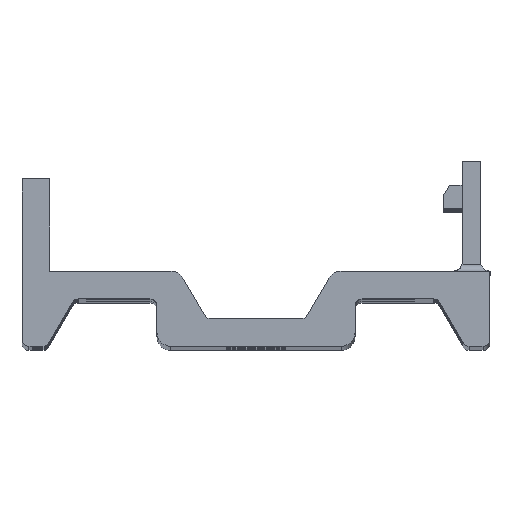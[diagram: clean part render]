
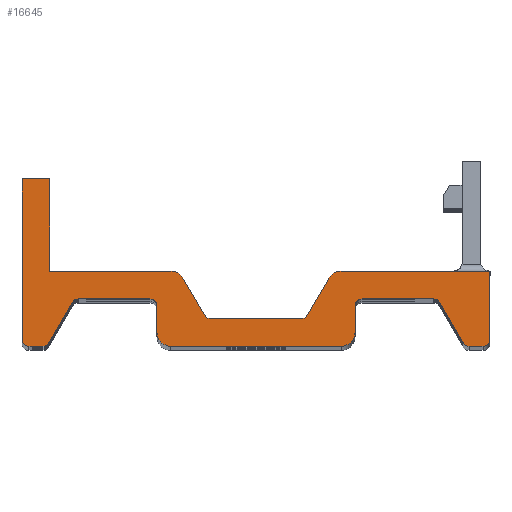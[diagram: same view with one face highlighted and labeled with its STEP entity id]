
A CAD part, top view. The second image highlights one B-rep face of the part: STEP entity #16645.
In plain terms, the highlighted planar face has unit normal (0, 0, 1).
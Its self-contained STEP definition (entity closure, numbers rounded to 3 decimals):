
#69=DIRECTION('',(0.,1.,0.));
#70=VECTOR('',#69,6.6);
#71=CARTESIAN_POINT('',(-14.775,5.4,28.));
#72=LINE('',#71,#70);
#417=DIRECTION('',(1.,0.,0.));
#418=VECTOR('',#417,2.);
#419=CARTESIAN_POINT('',(-16.775,12.,28.));
#420=LINE('',#419,#418);
#425=DIRECTION('',(0.,-1.,0.));
#426=VECTOR('',#425,11.5);
#427=CARTESIAN_POINT('',(-16.775,12.,28.));
#428=LINE('',#427,#426);
#625=CARTESIAN_POINT('',(-16.275,0.5,28.));
#626=DIRECTION('',(0.,0.,-1.));
#627=DIRECTION('',(0.,-1.,0.));
#628=AXIS2_PLACEMENT_3D('',#625,#626,#627);
#643=DIRECTION('',(1.,0.,0.));
#644=VECTOR('',#643,1.);
#645=CARTESIAN_POINT('',(-16.275,0.,28.));
#646=LINE('',#645,#644);
#791=CARTESIAN_POINT('',(-15.275,0.5,28.));
#792=DIRECTION('',(0.,0.,-1.));
#793=DIRECTION('',(0.866,-0.5,0.));
#794=AXIS2_PLACEMENT_3D('',#791,#792,#793);
#809=DIRECTION('',(0.5,0.866,0.));
#810=VECTOR('',#809,3.349);
#811=CARTESIAN_POINT('',(-14.842,0.25,28.));
#812=LINE('',#811,#810);
#817=CARTESIAN_POINT('',(-12.735,2.9,28.));
#818=DIRECTION('',(0.,0.,1.));
#819=DIRECTION('',(0.,1.,0.));
#820=AXIS2_PLACEMENT_3D('',#817,#818,#819);
#835=DIRECTION('',(1.,0.,0.));
#836=VECTOR('',#835,5.135);
#837=CARTESIAN_POINT('',(-12.735,3.4,28.));
#838=LINE('',#837,#836);
#1115=CARTESIAN_POINT('',(-7.6,2.9,28.));
#1116=DIRECTION('',(0.,0.,1.));
#1117=DIRECTION('',(1.,0.,0.));
#1118=AXIS2_PLACEMENT_3D('',#1115,#1116,#1117);
#1128=DIRECTION('',(0.,-1.,0.));
#1129=VECTOR('',#1128,1.9);
#1130=CARTESIAN_POINT('',(-7.1,2.9,28.));
#1131=LINE('',#1130,#1129);
#1144=CARTESIAN_POINT('',(-6.1,1.,28.));
#1145=DIRECTION('',(0.,0.,-1.));
#1146=DIRECTION('',(0.,-1.,0.));
#1147=AXIS2_PLACEMENT_3D('',#1144,#1145,#1146);
#1162=DIRECTION('',(1.,0.,0.));
#1163=VECTOR('',#1162,12.2);
#1164=CARTESIAN_POINT('',(-6.1,0.,28.));
#1165=LINE('',#1164,#1163);
#1334=CARTESIAN_POINT('',(6.1,1.,28.));
#1335=DIRECTION('',(0.,0.,-1.));
#1336=DIRECTION('',(1.,0.,0.));
#1337=AXIS2_PLACEMENT_3D('',#1334,#1335,#1336);
#1352=DIRECTION('',(0.,1.,0.));
#1353=VECTOR('',#1352,1.9);
#1354=CARTESIAN_POINT('',(7.1,1.,28.));
#1355=LINE('',#1354,#1353);
#1368=CARTESIAN_POINT('',(7.6,2.9,28.));
#1369=DIRECTION('',(0.,0.,1.));
#1370=DIRECTION('',(0.,1.,0.));
#1371=AXIS2_PLACEMENT_3D('',#1368,#1369,#1370);
#1381=DIRECTION('',(1.,0.,0.));
#1382=VECTOR('',#1381,5.135);
#1383=CARTESIAN_POINT('',(7.6,3.4,28.));
#1384=LINE('',#1383,#1382);
#1565=CARTESIAN_POINT('',(12.735,2.9,28.));
#1566=DIRECTION('',(0.,0.,-1.));
#1567=DIRECTION('',(0.,1.,0.));
#1568=AXIS2_PLACEMENT_3D('',#1565,#1566,#1567);
#1583=DIRECTION('',(0.5,-0.866,0.));
#1584=VECTOR('',#1583,3.349);
#1585=CARTESIAN_POINT('',(13.168,3.15,28.));
#1586=LINE('',#1585,#1584);
#1591=CARTESIAN_POINT('',(15.275,0.5,28.));
#1592=DIRECTION('',(0.,0.,-1.));
#1593=DIRECTION('',(0.,-1.,0.));
#1594=AXIS2_PLACEMENT_3D('',#1591,#1592,#1593);
#1653=DIRECTION('',(1.,0.,0.));
#1654=VECTOR('',#1653,1.);
#1655=CARTESIAN_POINT('',(15.275,0.,28.));
#1656=LINE('',#1655,#1654);
#1657=CARTESIAN_POINT('',(16.275,0.5,28.));
#1658=DIRECTION('',(0.,0.,-1.));
#1659=DIRECTION('',(1.,0.,0.));
#1660=AXIS2_PLACEMENT_3D('',#1657,#1658,#1659);
#1675=DIRECTION('',(0.,1.,0.));
#1676=VECTOR('',#1675,4.9);
#1677=CARTESIAN_POINT('',(16.775,0.5,28.));
#1678=LINE('',#1677,#1676);
#1679=DIRECTION('',(-1.,0.,0.));
#1680=VECTOR('',#1679,10.675);
#1681=CARTESIAN_POINT('',(16.775,5.4,28.));
#1682=LINE('',#1681,#1680);
#1927=CARTESIAN_POINT('',(6.1,4.4,28.));
#1928=DIRECTION('',(0.,0.,-1.));
#1929=DIRECTION('',(-0.866,0.5,0.));
#1930=AXIS2_PLACEMENT_3D('',#1927,#1928,#1929);
#1989=DIRECTION('',(-0.5,-0.866,0.));
#1990=VECTOR('',#1989,3.06);
#1991=CARTESIAN_POINT('',(5.234,4.9,28.));
#1992=LINE('',#1991,#1990);
#1997=CARTESIAN_POINT('',(3.271,2.5,28.));
#1998=DIRECTION('',(0.,0.,1.));
#1999=DIRECTION('',(0.,-1.,0.));
#2000=AXIS2_PLACEMENT_3D('',#1997,#1998,#1999);
#2015=DIRECTION('',(-1.,0.,0.));
#2016=VECTOR('',#2015,6.542);
#2017=CARTESIAN_POINT('',(3.271,2.,28.));
#2018=LINE('',#2017,#2016);
#2024=CARTESIAN_POINT('',(-3.271,2.5,28.));
#2025=DIRECTION('',(0.,0.,-1.));
#2026=DIRECTION('',(0.,-1.,0.));
#2027=AXIS2_PLACEMENT_3D('',#2024,#2025,#2026);
#2042=DIRECTION('',(-0.5,0.866,0.));
#2043=VECTOR('',#2042,3.06);
#2044=CARTESIAN_POINT('',(-3.704,2.25,28.));
#2045=LINE('',#2044,#2043);
#2050=CARTESIAN_POINT('',(-6.1,4.4,28.));
#2051=DIRECTION('',(0.,0.,-1.));
#2052=DIRECTION('',(0.,1.,0.));
#2053=AXIS2_PLACEMENT_3D('',#2050,#2051,#2052);
#2112=DIRECTION('',(-1.,0.,0.));
#2113=VECTOR('',#2112,8.675);
#2114=CARTESIAN_POINT('',(-6.1,5.4,28.));
#2115=LINE('',#2114,#2113);
#16232=CARTESIAN_POINT('',(-16.775,12.,28.));
#16233=CARTESIAN_POINT('',(-16.775,0.5,28.));
#16234=VERTEX_POINT('',#16232);
#16235=VERTEX_POINT('',#16233);
#16236=CARTESIAN_POINT('',(-16.275,0.,28.));
#16237=CARTESIAN_POINT('',(-15.275,0.,28.));
#16238=VERTEX_POINT('',#16236);
#16239=VERTEX_POINT('',#16237);
#16240=CARTESIAN_POINT('',(-12.735,3.4,28.));
#16241=CARTESIAN_POINT('',(-7.6,3.4,28.));
#16242=VERTEX_POINT('',#16240);
#16243=VERTEX_POINT('',#16241);
#16244=CARTESIAN_POINT('',(-7.1,2.9,28.));
#16245=CARTESIAN_POINT('',(-7.1,1.,28.));
#16246=VERTEX_POINT('',#16244);
#16247=VERTEX_POINT('',#16245);
#16248=CARTESIAN_POINT('',(-6.1,0.,28.));
#16249=CARTESIAN_POINT('',(6.1,0.,28.));
#16250=VERTEX_POINT('',#16248);
#16251=VERTEX_POINT('',#16249);
#16252=CARTESIAN_POINT('',(7.1,1.,28.));
#16253=CARTESIAN_POINT('',(7.1,2.9,28.));
#16254=VERTEX_POINT('',#16252);
#16255=VERTEX_POINT('',#16253);
#16256=CARTESIAN_POINT('',(7.6,3.4,28.));
#16257=CARTESIAN_POINT('',(12.735,3.4,28.));
#16258=VERTEX_POINT('',#16256);
#16259=VERTEX_POINT('',#16257);
#16260=CARTESIAN_POINT('',(15.275,0.,28.));
#16261=CARTESIAN_POINT('',(16.275,0.,28.));
#16262=VERTEX_POINT('',#16260);
#16263=VERTEX_POINT('',#16261);
#16264=CARTESIAN_POINT('',(16.775,0.5,28.));
#16265=CARTESIAN_POINT('',(16.775,5.4,28.));
#16266=VERTEX_POINT('',#16264);
#16267=VERTEX_POINT('',#16265);
#16268=CARTESIAN_POINT('',(6.1,5.4,28.));
#16269=VERTEX_POINT('',#16268);
#16270=CARTESIAN_POINT('',(3.271,2.,28.));
#16271=CARTESIAN_POINT('',(-3.271,2.,28.));
#16272=VERTEX_POINT('',#16270);
#16273=VERTEX_POINT('',#16271);
#16274=CARTESIAN_POINT('',(-6.1,5.4,28.));
#16275=CARTESIAN_POINT('',(-14.775,5.4,28.));
#16276=VERTEX_POINT('',#16274);
#16277=VERTEX_POINT('',#16275);
#16278=CARTESIAN_POINT('',(-14.775,12.,28.));
#16279=VERTEX_POINT('',#16278);
#16280=CARTESIAN_POINT('',(-5.234,4.9,28.));
#16281=VERTEX_POINT('',#16280);
#16282=CARTESIAN_POINT('',(5.234,4.9,28.));
#16283=VERTEX_POINT('',#16282);
#16284=CARTESIAN_POINT('',(14.842,0.25,28.));
#16285=VERTEX_POINT('',#16284);
#16286=CARTESIAN_POINT('',(-14.842,0.25,28.));
#16287=VERTEX_POINT('',#16286);
#16288=CARTESIAN_POINT('',(13.168,3.15,28.));
#16289=VERTEX_POINT('',#16288);
#16290=CARTESIAN_POINT('',(3.704,2.25,28.));
#16291=VERTEX_POINT('',#16290);
#16292=CARTESIAN_POINT('',(-3.704,2.25,28.));
#16293=VERTEX_POINT('',#16292);
#16294=CARTESIAN_POINT('',(-13.168,3.15,28.));
#16295=VERTEX_POINT('',#16294);
#16575=CARTESIAN_POINT('',(16.775,13.25,28.));
#16576=DIRECTION('',(0.,0.,-1.));
#16577=DIRECTION('',(-1.,0.,0.));
#16578=AXIS2_PLACEMENT_3D('',#16575,#16576,#16577);
#16579=PLANE('',#16578);
#16581=ORIENTED_EDGE('',*,*,#16580,.T.);
#16582=ORIENTED_EDGE('',*,*,#16373,.F.);
#16584=ORIENTED_EDGE('',*,*,#16583,.F.);
#16586=ORIENTED_EDGE('',*,*,#16585,.T.);
#16588=ORIENTED_EDGE('',*,*,#16587,.F.);
#16590=ORIENTED_EDGE('',*,*,#16589,.F.);
#16592=ORIENTED_EDGE('',*,*,#16591,.F.);
#16594=ORIENTED_EDGE('',*,*,#16593,.T.);
#16596=ORIENTED_EDGE('',*,*,#16595,.F.);
#16598=ORIENTED_EDGE('',*,*,#16597,.T.);
#16600=ORIENTED_EDGE('',*,*,#16599,.F.);
#16602=ORIENTED_EDGE('',*,*,#16601,.F.);
#16604=ORIENTED_EDGE('',*,*,#16603,.T.);
#16606=ORIENTED_EDGE('',*,*,#16605,.F.);
#16608=ORIENTED_EDGE('',*,*,#16607,.T.);
#16610=ORIENTED_EDGE('',*,*,#16609,.F.);
#16612=ORIENTED_EDGE('',*,*,#16611,.F.);
#16614=ORIENTED_EDGE('',*,*,#16613,.F.);
#16616=ORIENTED_EDGE('',*,*,#16615,.T.);
#16618=ORIENTED_EDGE('',*,*,#16617,.F.);
#16620=ORIENTED_EDGE('',*,*,#16619,.T.);
#16622=ORIENTED_EDGE('',*,*,#16621,.F.);
#16624=ORIENTED_EDGE('',*,*,#16623,.T.);
#16626=ORIENTED_EDGE('',*,*,#16625,.F.);
#16628=ORIENTED_EDGE('',*,*,#16627,.T.);
#16630=ORIENTED_EDGE('',*,*,#16629,.F.);
#16632=ORIENTED_EDGE('',*,*,#16631,.T.);
#16634=ORIENTED_EDGE('',*,*,#16633,.F.);
#16636=ORIENTED_EDGE('',*,*,#16635,.T.);
#16638=ORIENTED_EDGE('',*,*,#16637,.F.);
#16640=ORIENTED_EDGE('',*,*,#16639,.T.);
#16642=ORIENTED_EDGE('',*,*,#16641,.F.);
#16643=EDGE_LOOP('',(#16581,#16582,#16584,#16586,#16588,#16590,#16592,#16594,
#16596,#16598,#16600,#16602,#16604,#16606,#16608,#16610,#16612,#16614,#16616,
#16618,#16620,#16622,#16624,#16626,#16628,#16630,#16632,#16634,#16636,#16638,
#16640,#16642));
#16644=FACE_OUTER_BOUND('',#16643,.F.);
#16645=ADVANCED_FACE('',(#16644),#16579,.F.);
#629=CIRCLE('',#628,0.5);
#795=CIRCLE('',#794,0.5);
#821=CIRCLE('',#820,0.5);
#1119=CIRCLE('',#1118,0.5);
#1148=CIRCLE('',#1147,1.);
#1338=CIRCLE('',#1337,1.);
#1372=CIRCLE('',#1371,0.5);
#1569=CIRCLE('',#1568,0.5);
#1595=CIRCLE('',#1594,0.5);
#1661=CIRCLE('',#1660,0.5);
#1931=CIRCLE('',#1930,1.);
#2001=CIRCLE('',#2000,0.5);
#2028=CIRCLE('',#2027,0.5);
#2054=CIRCLE('',#2053,1.);
#16373=EDGE_CURVE('',#16277,#16279,#72,.T.);
#16580=EDGE_CURVE('',#16234,#16279,#420,.T.);
#16583=EDGE_CURVE('',#16276,#16277,#2115,.T.);
#16585=EDGE_CURVE('',#16276,#16281,#2054,.T.);
#16587=EDGE_CURVE('',#16293,#16281,#2045,.T.);
#16589=EDGE_CURVE('',#16273,#16293,#2028,.T.);
#16591=EDGE_CURVE('',#16272,#16273,#2018,.T.);
#16593=EDGE_CURVE('',#16272,#16291,#2001,.T.);
#16595=EDGE_CURVE('',#16283,#16291,#1992,.T.);
#16597=EDGE_CURVE('',#16283,#16269,#1931,.T.);
#16599=EDGE_CURVE('',#16267,#16269,#1682,.T.);
#16601=EDGE_CURVE('',#16266,#16267,#1678,.T.);
#16603=EDGE_CURVE('',#16266,#16263,#1661,.T.);
#16605=EDGE_CURVE('',#16262,#16263,#1656,.T.);
#16607=EDGE_CURVE('',#16262,#16285,#1595,.T.);
#16609=EDGE_CURVE('',#16289,#16285,#1586,.T.);
#16611=EDGE_CURVE('',#16259,#16289,#1569,.T.);
#16613=EDGE_CURVE('',#16258,#16259,#1384,.T.);
#16615=EDGE_CURVE('',#16258,#16255,#1372,.T.);
#16617=EDGE_CURVE('',#16254,#16255,#1355,.T.);
#16619=EDGE_CURVE('',#16254,#16251,#1338,.T.);
#16621=EDGE_CURVE('',#16250,#16251,#1165,.T.);
#16623=EDGE_CURVE('',#16250,#16247,#1148,.T.);
#16625=EDGE_CURVE('',#16246,#16247,#1131,.T.);
#16627=EDGE_CURVE('',#16246,#16243,#1119,.T.);
#16629=EDGE_CURVE('',#16242,#16243,#838,.T.);
#16631=EDGE_CURVE('',#16242,#16295,#821,.T.);
#16633=EDGE_CURVE('',#16287,#16295,#812,.T.);
#16635=EDGE_CURVE('',#16287,#16239,#795,.T.);
#16637=EDGE_CURVE('',#16238,#16239,#646,.T.);
#16639=EDGE_CURVE('',#16238,#16235,#629,.T.);
#16641=EDGE_CURVE('',#16234,#16235,#428,.T.);
